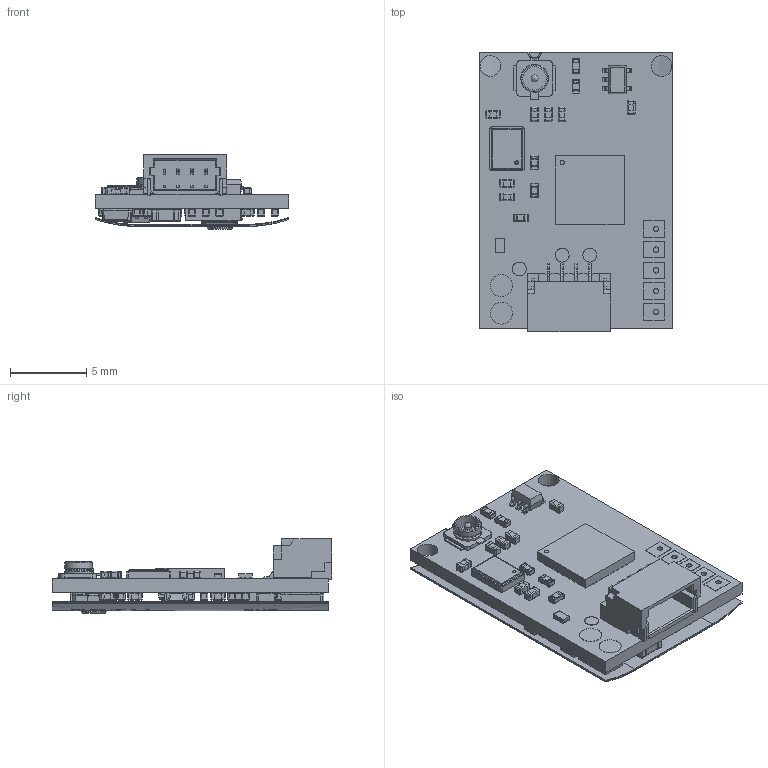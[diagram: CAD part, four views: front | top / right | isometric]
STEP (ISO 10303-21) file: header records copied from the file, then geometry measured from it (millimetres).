
FILE_DESCRIPTION(('FreeCAD Model'),'2;1');
FILE_NAME('Open CASCADE Shape Model','2025-04-30T09:41:55',('FreeCAD'),( 'FreeCAD'),'Open CASCADE STEP processor 7.6','FreeCAD','Unknown');
FILE_SCHEMA(('AUTOMOTIVE_DESIGN { 1 0 10303 214 1 1 1 1 }'));
Products named in the file (1): Open CASCADE STEP translator 7.6 1
Bounding box: 12.69 x 18.35 x 4.89 mm (x, y, z)
Volume: 324.1 mm3; surface area: 2006.2 mm2
Topology: 95 solids, 95 shells, 4114 faces, 10946 edges, 6755 vertices
Faces by surface type: bspline 4114
Entity records: 122968 total; most frequent: CARTESIAN_POINT 60820, ORIENTED_EDGE 21250, EDGE_CURVE 10625, B_SPLINE_CURVE_WITH_KNOTS 7965, VERTEX_POINT 6755, FACE_BOUND 4232, EDGE_LOOP 4232, ADVANCED_FACE 4114
